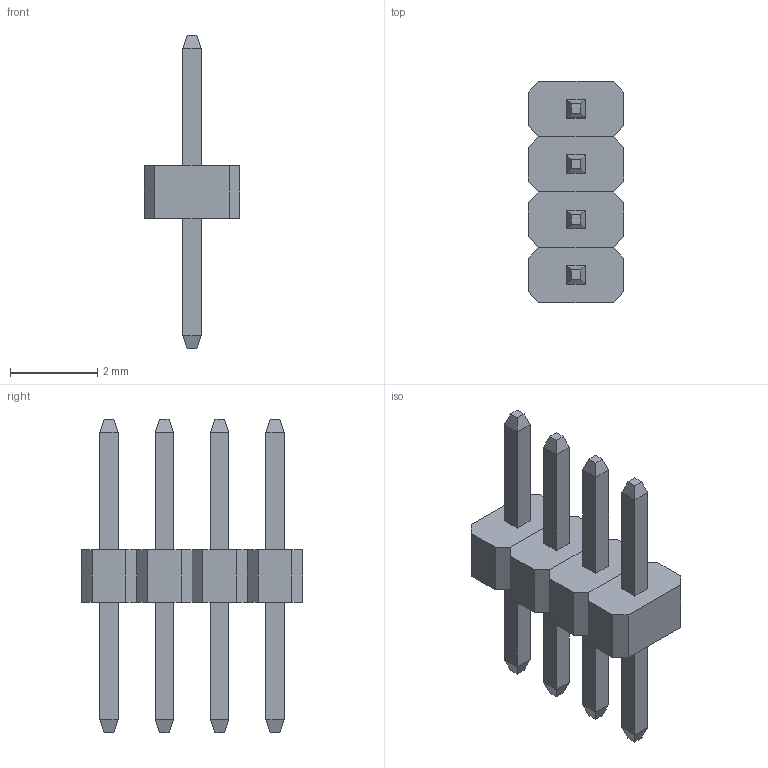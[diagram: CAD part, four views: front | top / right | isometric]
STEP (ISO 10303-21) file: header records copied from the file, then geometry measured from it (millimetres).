
FILE_DESCRIPTION(('FreeCAD Model'),'2;1');
FILE_NAME('1x02.step','2016-11-09T00:51:57',('Author'),(''), 'Open CASCADE STEP processor 6.8','FreeCAD','Unknown');
FILE_SCHEMA(('AUTOMOTIVE_DESIGN_CC2 { 1 2 10303 214 -1 1 5 4 }'));
Length unit declared in the file: millimetre
Products named in the file (2): ASSEMBLY; 1x02
Assembly tree (1 placements, depth 2):
  ASSEMBLY
    1x02
Bounding box: 2.2 x 5.08 x 7.2 mm (x, y, z)
Volume: 16.9 mm3; surface area: 106.5 mm2
Topology: 8 solids, 8 shells, 112 faces, 256 edges, 160 vertices
Faces by surface type: plane 112
Entity records: 7125 total; most frequent: CARTESIAN_POINT 1106, DIRECTION 932, LINE 704, VECTOR 704, ORIENTED_EDGE 512, PCURVE 512, DEFINITIONAL_REPRESENTATION 512, EDGE_CURVE 256
